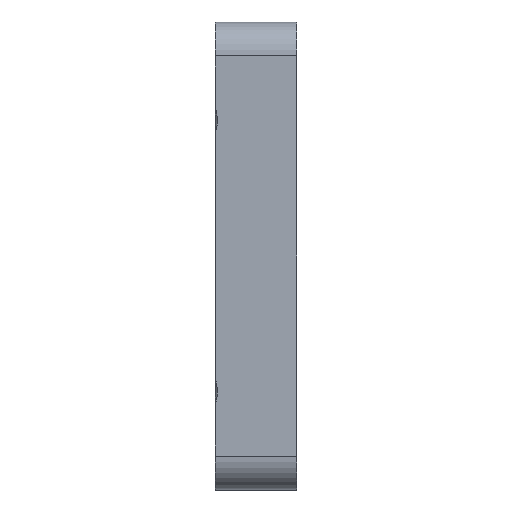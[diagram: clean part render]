
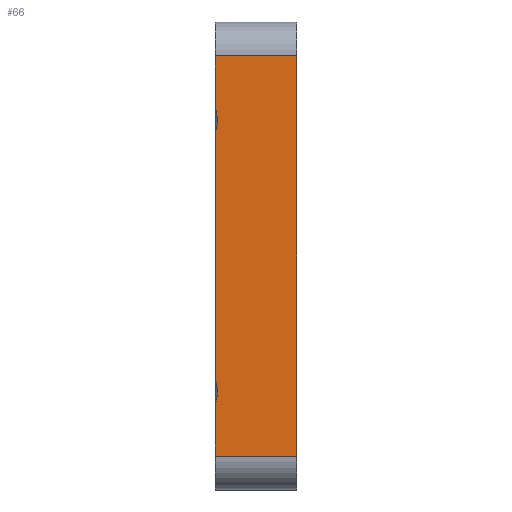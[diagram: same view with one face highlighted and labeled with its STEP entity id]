
A CAD part, left-side view. The second image highlights one B-rep face of the part: STEP entity #66.
In plain terms, the highlighted planar face has unit normal (-1, 0, 0).
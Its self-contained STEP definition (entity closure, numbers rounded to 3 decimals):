
#4 = EDGE_CURVE ( 'NONE', #293, #518, #618, .T. ) ;
#29 = LINE ( 'NONE', #588, #800 ) ;
#48 = ORIENTED_EDGE ( 'NONE', *, *, #904, .T. ) ;
#64 = CARTESIAN_POINT ( 'NONE',  ( -21.25, 6., -9.04 ) ) ;
#66 = ADVANCED_FACE ( 'NONE', ( #804 ), #444, .F. ) ;
#72 = CARTESIAN_POINT ( 'NONE',  ( -21.25, 6., -14.75 ) ) ;
#81 = VECTOR ( 'NONE', #541, 1000. ) ;
#100 = DIRECTION ( 'NONE',  ( 1., 0., 0. ) ) ;
#101 = VECTOR ( 'NONE', #298, 1000. ) ;
#111 = EDGE_CURVE ( 'NONE', #902, #514, #490, .T. ) ;
#114 = CARTESIAN_POINT ( 'NONE',  ( -21.25, 0., -17.25 ) ) ;
#125 = VECTOR ( 'NONE', #559, 1000. ) ;
#126 = VECTOR ( 'NONE', #829, 1000. ) ;
#134 = CARTESIAN_POINT ( 'NONE',  ( -21.25, 6., -17.25 ) ) ;
#149 = ORIENTED_EDGE ( 'NONE', *, *, #155, .T. ) ;
#155 = EDGE_CURVE ( 'NONE', #796, #902, #631, .T. ) ;
#179 = B_SPLINE_CURVE_WITH_KNOTS ( 'NONE', 3,
 ( #774, #378, #685, #230, #794, #398 ),
 .UNSPECIFIED., .F., .F.,
 ( 4, 2, 4 ),
 ( 0.013, 0.014, 0.015 ),
 .UNSPECIFIED. ) ;
#180 = EDGE_CURVE ( 'NONE', #293, #351, #179, .T. ) ;
#199 = CARTESIAN_POINT ( 'NONE',  ( -21.25, 0., -14.75 ) ) ;
#202 = VECTOR ( 'NONE', #917, 1000. ) ;
#230 = CARTESIAN_POINT ( 'NONE',  ( -21.25, 5.85, 9.674 ) ) ;
#270 = ORIENTED_EDGE ( 'NONE', *, *, #715, .T. ) ;
#293 = VERTEX_POINT ( 'NONE', #1050 ) ;
#295 = ORIENTED_EDGE ( 'NONE', *, *, #111, .T. ) ;
#298 = DIRECTION ( 'NONE',  ( 0., -1., 0. ) ) ;
#301 = CARTESIAN_POINT ( 'NONE',  ( -21.25, 6., -10.96 ) ) ;
#340 = LINE ( 'NONE', #963, #125 ) ;
#351 = VERTEX_POINT ( 'NONE', #947 ) ;
#372 = DIRECTION ( 'NONE',  ( 0., 1., 0. ) ) ;
#378 = CARTESIAN_POINT ( 'NONE',  ( -21.25, 5.905, 10.649 ) ) ;
#391 = CARTESIAN_POINT ( 'NONE',  ( -21.25, 5.905, -10.648 ) ) ;
#393 = VERTEX_POINT ( 'NONE', #538 ) ;
#394 = EDGE_CURVE ( 'NONE', #393, #351, #940, .T. ) ;
#398 = CARTESIAN_POINT ( 'NONE',  ( -21.25, 6., 9.04 ) ) ;
#412 = CARTESIAN_POINT ( 'NONE',  ( -21.25, 6., -17.25 ) ) ;
#442 = VERTEX_POINT ( 'NONE', #301 ) ;
#444 = PLANE ( 'NONE',  #626 ) ;
#461 = CARTESIAN_POINT ( 'NONE',  ( -21.25, 5.85, -9.67 ) ) ;
#474 = CARTESIAN_POINT ( 'NONE',  ( -21.25, 5.905, -9.351 ) ) ;
#485 = EDGE_CURVE ( 'NONE', #796, #442, #340, .T. ) ;
#490 = LINE ( 'NONE', #114, #126 ) ;
#505 = DIRECTION ( 'NONE',  ( 0., 0., -1. ) ) ;
#514 = VERTEX_POINT ( 'NONE', #891 ) ;
#518 = VERTEX_POINT ( 'NONE', #736 ) ;
#530 = ORIENTED_EDGE ( 'NONE', *, *, #394, .F. ) ;
#538 = CARTESIAN_POINT ( 'NONE',  ( -21.25, 6., -9.04 ) ) ;
#541 = DIRECTION ( 'NONE',  ( 0., 0., 1. ) ) ;
#559 = DIRECTION ( 'NONE',  ( 0., 0., 1. ) ) ;
#588 = CARTESIAN_POINT ( 'NONE',  ( -21.25, 6., 14.75 ) ) ;
#618 = LINE ( 'NONE', #412, #202 ) ;
#626 = AXIS2_PLACEMENT_3D ( 'NONE', #841, #100, #505 ) ;
#631 = LINE ( 'NONE', #769, #101 ) ;
#633 = ORIENTED_EDGE ( 'NONE', *, *, #4, .F. ) ;
#685 = CARTESIAN_POINT ( 'NONE',  ( -21.25, 5.85, 10.33 ) ) ;
#702 = CARTESIAN_POINT ( 'NONE',  ( -21.25, 5.85, -10.326 ) ) ;
#709 = CARTESIAN_POINT ( 'NONE',  ( -21.25, 6., -10.96 ) ) ;
#715 = EDGE_CURVE ( 'NONE', #393, #442, #883, .T. ) ;
#728 = ORIENTED_EDGE ( 'NONE', *, *, #485, .F. ) ;
#736 = CARTESIAN_POINT ( 'NONE',  ( -21.25, 6., 14.75 ) ) ;
#769 = CARTESIAN_POINT ( 'NONE',  ( -21.25, 6., -14.75 ) ) ;
#774 = CARTESIAN_POINT ( 'NONE',  ( -21.25, 6., 10.96 ) ) ;
#794 = CARTESIAN_POINT ( 'NONE',  ( -21.25, 5.905, 9.352 ) ) ;
#796 = VERTEX_POINT ( 'NONE', #72 ) ;
#800 = VECTOR ( 'NONE', #372, 1000. ) ;
#804 = FACE_OUTER_BOUND ( 'NONE', #888, .T. ) ;
#829 = DIRECTION ( 'NONE',  ( 0., 0., 1. ) ) ;
#841 = CARTESIAN_POINT ( 'NONE',  ( -21.25, 6., -17.25 ) ) ;
#883 = B_SPLINE_CURVE_WITH_KNOTS ( 'NONE', 3,
 ( #64, #474, #461, #702, #391, #709 ),
 .UNSPECIFIED., .F., .F.,
 ( 4, 2, 4 ),
 ( 0.013, 0.014, 0.015 ),
 .UNSPECIFIED. ) ;
#888 = EDGE_LOOP ( 'NONE', ( #530, #270, #728, #149, #295, #48, #633, #945 ) ) ;
#891 = CARTESIAN_POINT ( 'NONE',  ( -21.25, 0., 14.75 ) ) ;
#902 = VERTEX_POINT ( 'NONE', #199 ) ;
#904 = EDGE_CURVE ( 'NONE', #514, #518, #29, .T. ) ;
#917 = DIRECTION ( 'NONE',  ( 0., 0., 1. ) ) ;
#940 = LINE ( 'NONE', #134, #81 ) ;
#945 = ORIENTED_EDGE ( 'NONE', *, *, #180, .T. ) ;
#947 = CARTESIAN_POINT ( 'NONE',  ( -21.25, 6., 9.04 ) ) ;
#963 = CARTESIAN_POINT ( 'NONE',  ( -21.25, 6., -17.25 ) ) ;
#1050 = CARTESIAN_POINT ( 'NONE',  ( -21.25, 6., 10.96 ) ) ;
